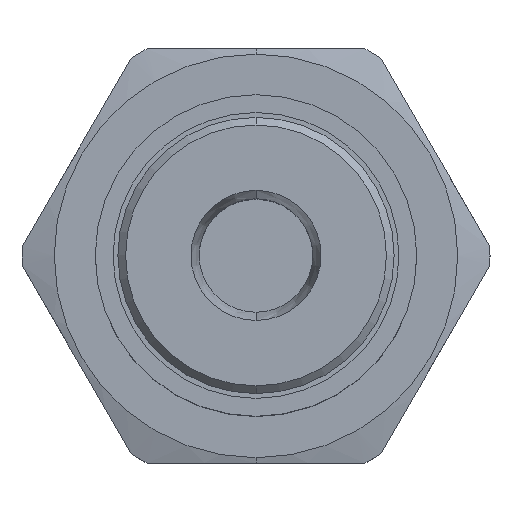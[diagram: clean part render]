
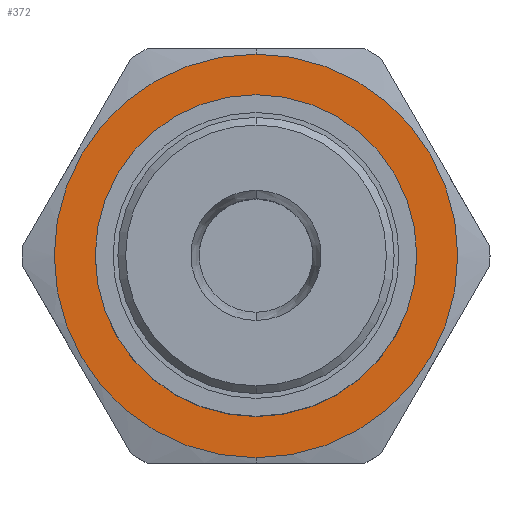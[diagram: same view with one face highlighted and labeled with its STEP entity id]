
A CAD part, top view. The second image highlights one B-rep face of the part: STEP entity #372.
In plain terms, the highlighted planar face has unit normal (0, 0, 1).
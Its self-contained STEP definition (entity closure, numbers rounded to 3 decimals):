
#372=ADVANCED_FACE('17:497',(#791,#792),#793,.T.);
#791=FACE_OUTER_BOUND('',#1334,.T.);
#792=FACE_BOUND('',#1335,.T.);
#793=PLANE('',#1336);
#1334=EDGE_LOOP('',(#1924,#1925));
#1335=EDGE_LOOP('',(#1926,#1927,#1928));
#1336=AXIS2_PLACEMENT_3D('',#1929,#1930,#1931);
#1924=ORIENTED_EDGE('',*,*,#3273,.T.);
#1925=ORIENTED_EDGE('',*,*,#3274,.T.);
#1926=ORIENTED_EDGE('',*,*,#3275,.F.);
#1927=ORIENTED_EDGE('',*,*,#3276,.F.);
#1928=ORIENTED_EDGE('',*,*,#3277,.F.);
#1929=CARTESIAN_POINT('',(0.0,0.0,5.0));
#1930=DIRECTION('',(0.0,0.0,1.0));
#1931=DIRECTION('',(1.0,0.0,0.0));
#3273=EDGE_CURVE('17:575',#3873,#3874,#3875,.T.);
#3274=EDGE_CURVE('',#3874,#3873,#3876,.T.);
#3275=EDGE_CURVE('17:638',#3877,#3878,#3879,.T.);
#3276=EDGE_CURVE('',#3880,#3877,#3881,.T.);
#3277=EDGE_CURVE('',#3878,#3880,#3882,.T.);
#3873=VERTEX_POINT('',#4707);
#3874=VERTEX_POINT('',#4708);
#3875=CIRCLE('',#4709,13.15);
#3876=CIRCLE('',#4710,13.15);
#3877=VERTEX_POINT('',#4711);
#3878=VERTEX_POINT('',#4712);
#3879=CIRCLE('',#4713,9.75);
#3880=VERTEX_POINT('',#4714);
#3881=CIRCLE('',#4715,9.75);
#3882=CIRCLE('',#4716,9.75);
#4707=CARTESIAN_POINT('',(0.,13.15,5.0));
#4708=CARTESIAN_POINT('',(0.,-13.15,5.0));
#4709=AXIS2_PLACEMENT_3D('',#5722,#5723,#5724);
#4710=AXIS2_PLACEMENT_3D('',#5725,#5726,#5727);
#4711=CARTESIAN_POINT('',(0.,9.75,5.0));
#4712=CARTESIAN_POINT('',(-9.75,0.,5.0));
#4713=AXIS2_PLACEMENT_3D('',#5728,#5729,#5730);
#4714=CARTESIAN_POINT('',(9.75,0.,5.0));
#4715=AXIS2_PLACEMENT_3D('',#5731,#5732,#5733);
#4716=AXIS2_PLACEMENT_3D('',#5734,#5735,#5736);
#5722=CARTESIAN_POINT('',(0.,0.,5.0));
#5723=DIRECTION('',(0.0,-0.0,1.0));
#5724=DIRECTION('',(0.,1.0,0.0));
#5725=CARTESIAN_POINT('',(0.,0.,5.0));
#5726=DIRECTION('',(0.0,-0.0,1.0));
#5727=DIRECTION('',(0.,1.0,0.0));
#5728=CARTESIAN_POINT('',(0.,0.,5.0));
#5729=DIRECTION('',(0.0,0.0,1.0));
#5730=DIRECTION('',(1.0,0.0,0.0));
#5731=CARTESIAN_POINT('',(0.,0.,5.0));
#5732=DIRECTION('',(0.0,0.0,1.0));
#5733=DIRECTION('',(1.0,0.0,0.0));
#5734=CARTESIAN_POINT('',(0.,0.,5.0));
#5735=DIRECTION('',(0.0,0.0,1.0));
#5736=DIRECTION('',(1.0,0.0,0.0));
